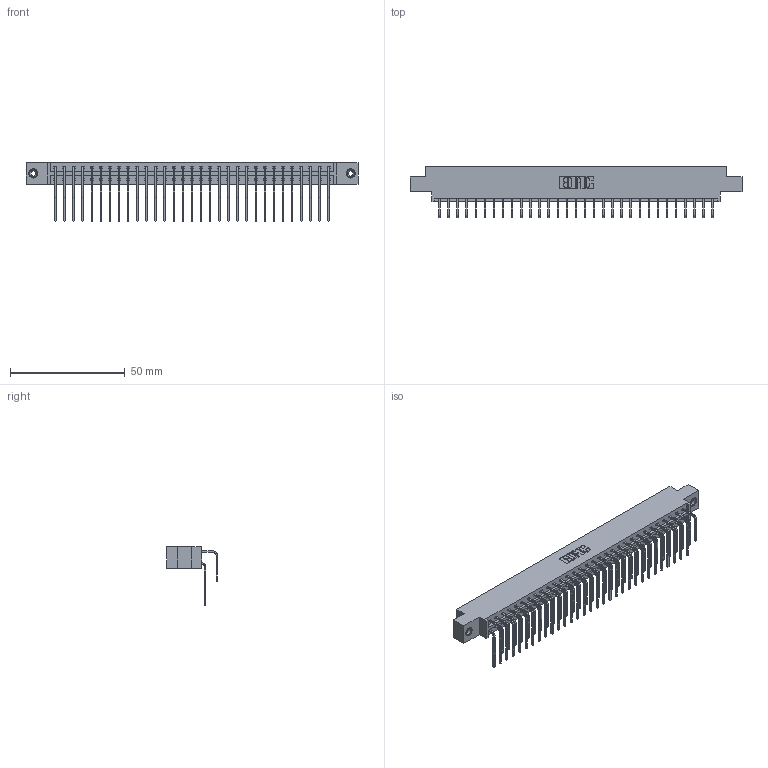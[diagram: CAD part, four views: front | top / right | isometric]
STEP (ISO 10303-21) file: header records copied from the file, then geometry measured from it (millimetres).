
FILE_DESCRIPTION (( 'STEP AP203' ), '1' );
FILE_NAME ('333-062-558-808.STEP', '2018-08-04T09:06:50', ( '' ), ( '' ), 'SwSTEP 2.0', 'SolidWorks 2016', '' );
FILE_SCHEMA (( 'CONFIG_CONTROL_DESIGN' ));
Length unit declared in the file: inch
Products named in the file (5): 333 Part_Offset - .156 Dia - TI; 345-292-001_558 559 Tail - 1; 345-292-001_558 Tail - 2; 345-250-001_345-250-003-102; 333-062-558-808
Assembly tree (65 placements, depth 2):
  333-062-558-808
    333 Part_Offset - .156 Dia - TI
    345-292-001_558 559 Tail - 1  x31
    345-292-001_558 Tail - 2  x31
    345-250-001_345-250-003-102  x2
Bounding box: 144.37 x 22.17 x 25.53 mm (x, y, z)
Volume: 14760.2 mm3; surface area: 19356.1 mm2
Topology: 65 solids, 65 shells, 3526 faces, 10441 edges, 6870 vertices
Faces by surface type: plane 2462, cylinder 1048, cone 12, torus 4
Entity records: 24468 total; most frequent: CARTESIAN_POINT 4104, ORIENTED_EDGE 3982, DIRECTION 3537, EDGE_CURVE 1991, LINE 1803, VECTOR 1803, VERTEX_POINT 1320, AXIS2_PLACEMENT_3D 867
